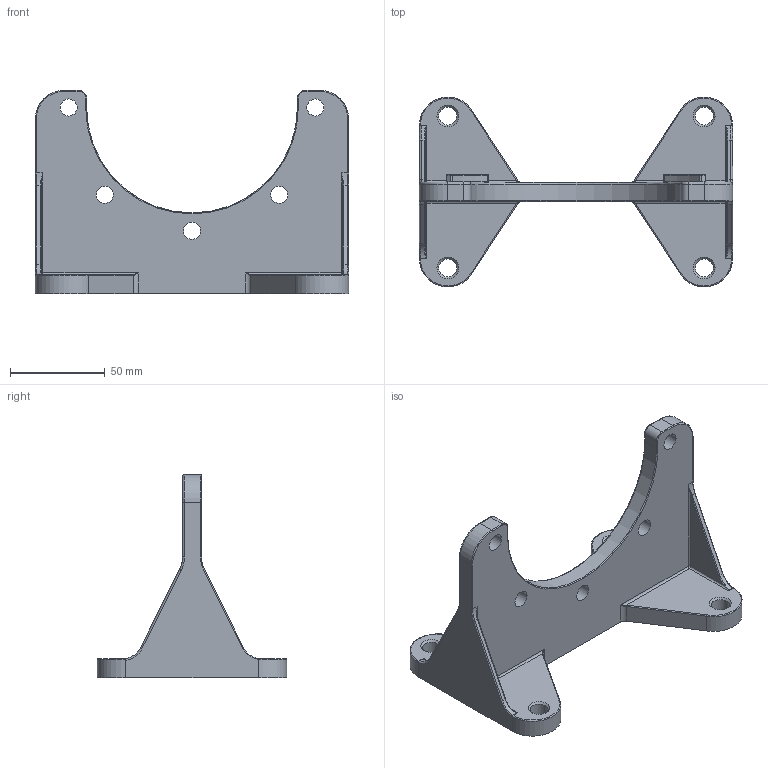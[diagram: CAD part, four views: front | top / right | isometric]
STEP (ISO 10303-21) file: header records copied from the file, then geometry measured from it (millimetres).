
FILE_DESCRIPTION(('STEP AP203'),'2;1');
FILE_NAME('P-160.stp','2007-03-19T14:13:43',(''),(''),'2005.1.101','THINKDESIGN','');
FILE_SCHEMA(('CONFIG_CONTROL_DESIGN'));
Length unit declared in the file: millimetre
Bounding box: 165 x 100 x 107 mm (x, y, z)
Volume: 102977.5 mm3; surface area: 70069 mm2
Topology: 1 solids, 1 shells, 528 faces, 1274 edges, 712 vertices
Faces by surface type: bspline 252, cylinder 203, plane 73
Full cylindrical faces by diameter (mm): 9 x5, 9.5 x4
Entity records: 29070 total; most frequent: CARTESIAN_POINT 17367, ORIENTED_EDGE 2450, DIRECTION 2403, EDGE_CURVE 1225, AXIS2_PLACEMENT_3D 973, VERTEX_POINT 712, CIRCLE 697, EDGE_LOOP 559
